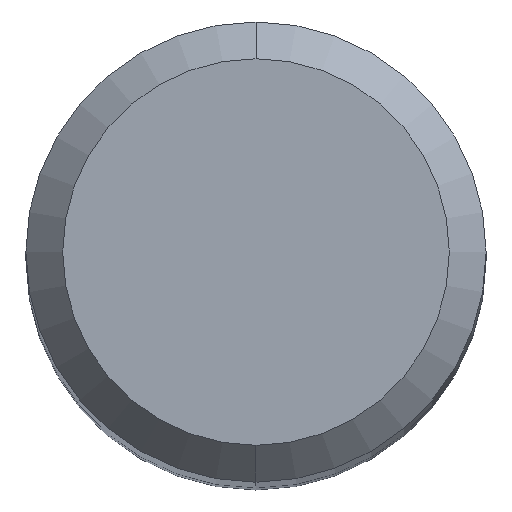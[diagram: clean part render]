
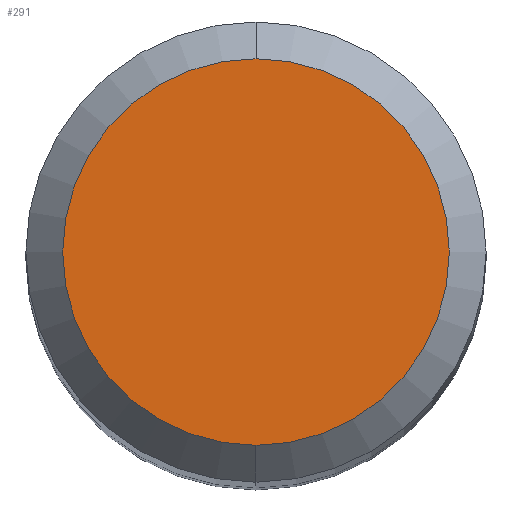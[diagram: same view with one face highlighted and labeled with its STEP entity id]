
A CAD part, top view. The second image highlights one B-rep face of the part: STEP entity #291.
In plain terms, the highlighted planar face has unit normal (0, 0, 1).
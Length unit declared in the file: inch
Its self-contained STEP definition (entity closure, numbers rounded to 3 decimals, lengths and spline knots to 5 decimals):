
#3 = DIRECTION ( 'NONE',  ( 0., 0., 1. ) ) ;
#6 = EDGE_CURVE ( 'NONE', #348, #399, #46, .T. ) ;
#38 = CARTESIAN_POINT ( 'NONE',  ( 0., 0., 0. ) ) ;
#46 = CIRCLE ( 'NONE', #347, 0.105 ) ;
#75 = CARTESIAN_POINT ( 'NONE',  ( 0., 0.105, 0. ) ) ;
#80 = FACE_OUTER_BOUND ( 'NONE', #169, .T. ) ;
#90 = CARTESIAN_POINT ( 'NONE',  ( 0., 0., 0. ) ) ;
#112 = ORIENTED_EDGE ( 'NONE', *, *, #199, .T. ) ;
#134 = DIRECTION ( 'NONE',  ( 0., -1., 0. ) ) ;
#166 = DIRECTION ( 'NONE',  ( 0., 0., -1. ) ) ;
#169 = EDGE_LOOP ( 'NONE', ( #112, #370 ) ) ;
#199 = EDGE_CURVE ( 'NONE', #399, #348, #215, .T. ) ;
#201 = AXIS2_PLACEMENT_3D ( 'NONE', #38, #3, #134 ) ;
#208 = DIRECTION ( 'NONE',  ( 0., -1., 0. ) ) ;
#215 = CIRCLE ( 'NONE', #201, 0.105 ) ;
#223 = DIRECTION ( 'NONE',  ( 0., 1., 0. ) ) ;
#270 = CARTESIAN_POINT ( 'NONE',  ( 0., -0.105, 0. ) ) ;
#290 = AXIS2_PLACEMENT_3D ( 'NONE', #75, #166, #223 ) ;
#291 = ADVANCED_FACE ( 'NONE', ( #80 ), #401, .F. ) ;
#347 = AXIS2_PLACEMENT_3D ( 'NONE', #90, #402, #208 ) ;
#348 = VERTEX_POINT ( 'NONE', #270 ) ;
#370 = ORIENTED_EDGE ( 'NONE', *, *, #6, .T. ) ;
#399 = VERTEX_POINT ( 'NONE', #418 ) ;
#401 = PLANE ( 'NONE',  #290 ) ;
#402 = DIRECTION ( 'NONE',  ( 0., 0., 1. ) ) ;
#418 = CARTESIAN_POINT ( 'NONE',  ( 0., 0.105, 0. ) ) ;
